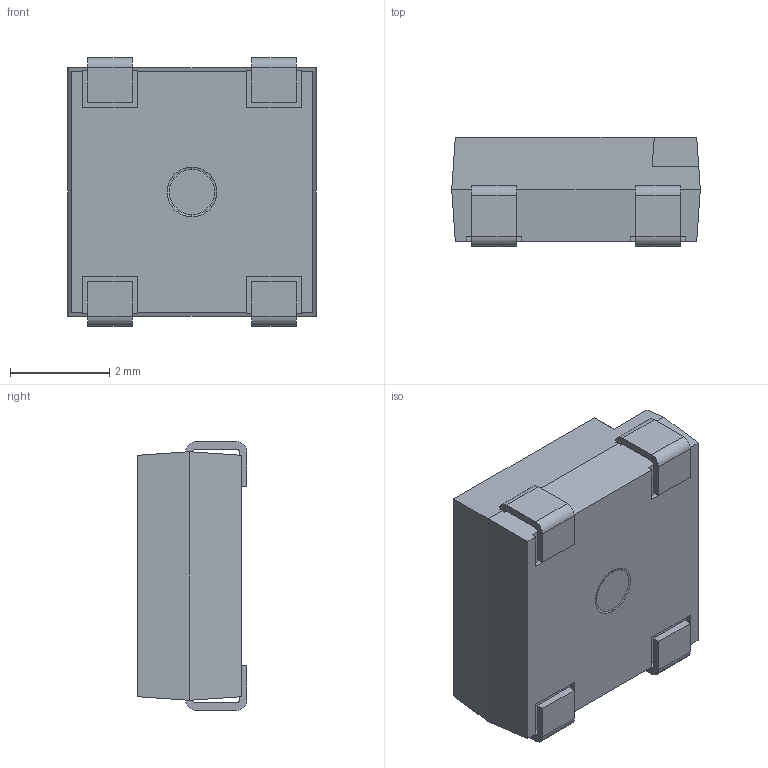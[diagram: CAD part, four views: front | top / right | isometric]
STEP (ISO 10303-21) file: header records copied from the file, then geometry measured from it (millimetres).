
FILE_DESCRIPTION (( 'STEP AP214' ), '1' );
FILE_NAME ('COM-24837.STEP', '2025-02-12T15:13:53', ( '' ), ( '' ), 'SwSTEP 2.0', 'SolidWorks 2020', '' );
FILE_SCHEMA (( 'AUTOMOTIVE_DESIGN' ));
Length unit declared in the file: millimetre
Products named in the file (1): COM-24837
Bounding box: 5 x 2.2 x 5.4 mm (x, y, z)
Volume: 44 mm3; surface area: 124.6 mm2
Topology: 5 solids, 5 shells, 90 faces, 230 edges, 152 vertices
Faces by surface type: plane 70, cylinder 16, cone 2, torus 2
Entity records: 3148 total; most frequent: CARTESIAN_POINT 473, ORIENTED_EDGE 460, DIRECTION 454, EDGE_CURVE 230, VECTOR 188, LINE 188, VERTEX_POINT 152, AXIS2_PLACEMENT_3D 133
